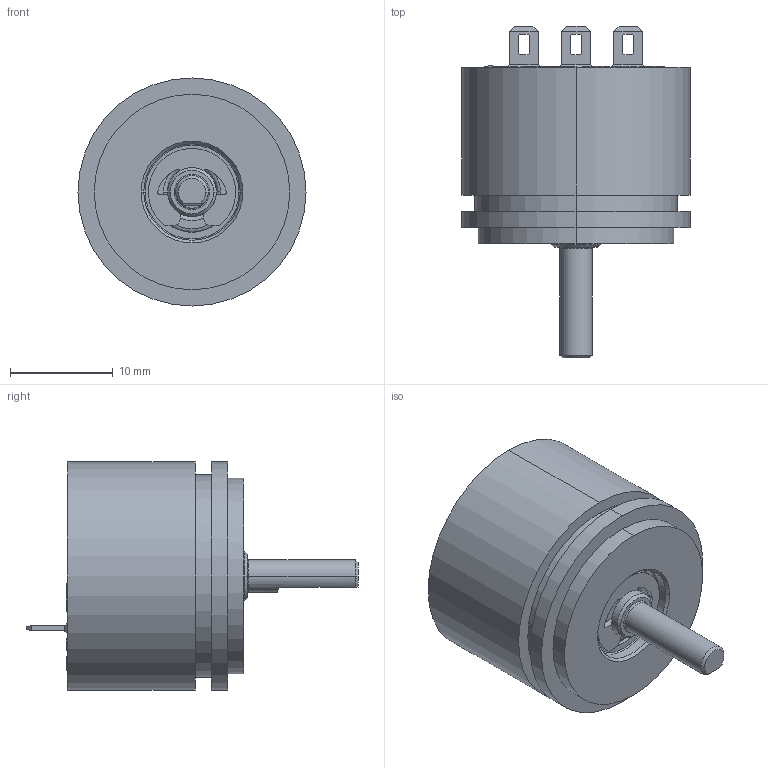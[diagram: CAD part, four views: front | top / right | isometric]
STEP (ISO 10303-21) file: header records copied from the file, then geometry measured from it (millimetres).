
FILE_DESCRIPTION((''),'2;1');
FILE_NAME('03756-85001','2012-05-16T',('RICKB'),('Bourns, Inc.'),'PRO/ENGINEER BY PARAMETRIC TECHNOLOGY CORPORATION, 2010100','PRO/ENGINEER BY PARAMETRIC TECHNOLOGY CORPORATION, 2010100','');
FILE_SCHEMA(('CONFIG_CONTROL_DESIGN'));
Length unit declared in the file: inch
Products named in the file (1): 03756-85001
Bounding box: 22.23 x 32.35 x 22.23 mm (x, y, z)
Volume: 6386.1 mm3; surface area: 2861.3 mm2
Topology: 1 solids, 2 shells, 528 faces, 1398 edges, 907 vertices
Faces by surface type: plane 320, extrusion 97, cylinder 80, torus 20, cone 11
Entity records: 16699 total; most frequent: CARTESIAN_POINT 3769, ORIENTED_EDGE 2796, DIRECTION 2373, EDGE_CURVE 1398, VECTOR 1045, LINE 948, VERTEX_POINT 907, AXIS2_PLACEMENT_3D 664
